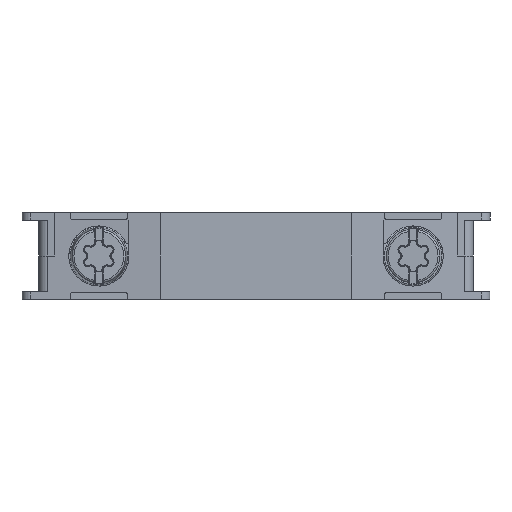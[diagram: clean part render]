
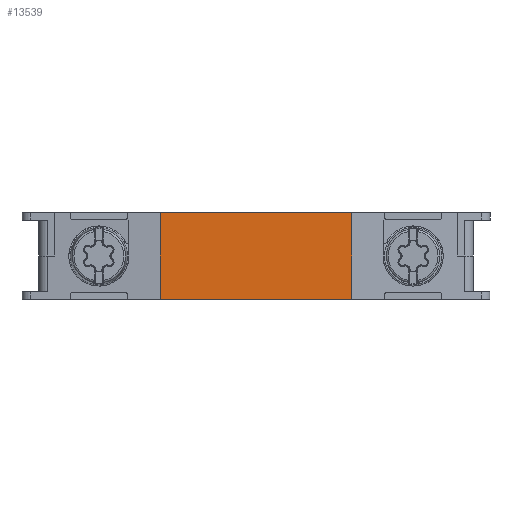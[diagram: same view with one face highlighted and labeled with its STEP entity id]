
A CAD part, front view. The second image highlights one B-rep face of the part: STEP entity #13539.
In plain terms, the highlighted planar face has unit normal (0, -1, 0).
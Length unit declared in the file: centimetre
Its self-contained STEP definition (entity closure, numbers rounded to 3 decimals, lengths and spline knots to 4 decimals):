
#561=PLANE('',#14699);
#1274=FACE_OUTER_BOUND('',#2026,.T.);
#2026=EDGE_LOOP('',(#11712,#11713,#11714,#11715));
#3278=LINE('',#29903,#4478);
#3594=LINE('',#30777,#4794);
#3798=LINE('',#31313,#4998);
#3809=LINE('',#31355,#5009);
#4478=VECTOR('',#16460,1.);
#4794=VECTOR('',#17302,1.);
#4998=VECTOR('',#17844,1.);
#5009=VECTOR('',#17905,1.);
#5789=VERTEX_POINT('',#29900);
#5790=VERTEX_POINT('',#29902);
#6069=VERTEX_POINT('',#30774);
#6070=VERTEX_POINT('',#30776);
#7290=EDGE_CURVE('',#5789,#5790,#3278,.T.);
#7718=EDGE_CURVE('',#6070,#6069,#3594,.T.);
#7983=EDGE_CURVE('',#6069,#5790,#3798,.T.);
#8005=EDGE_CURVE('',#6070,#5789,#3809,.T.);
#11712=ORIENTED_EDGE('',*,*,#7718,.T.);
#11713=ORIENTED_EDGE('',*,*,#7983,.T.);
#11714=ORIENTED_EDGE('',*,*,#7290,.F.);
#11715=ORIENTED_EDGE('',*,*,#8005,.F.);
#13539=ADVANCED_FACE('',(#1274),#561,.T.);
#14699=AXIS2_PLACEMENT_3D('',#31537,#18124,#18125);
#16460=DIRECTION('',(1.,0.,0.));
#17302=DIRECTION('',(1.,0.,0.));
#17844=DIRECTION('',(0.,0.,1.));
#17905=DIRECTION('',(0.,0.,1.));
#18124=DIRECTION('center_axis',(0.,-1.,0.));
#18125=DIRECTION('ref_axis',(1.,0.,0.));
#29900=CARTESIAN_POINT('',(-1.,-1.76,0.91));
#29902=CARTESIAN_POINT('',(1.,-1.76,0.91));
#29903=CARTESIAN_POINT('',(-1.,-1.76,0.91));
#30774=CARTESIAN_POINT('',(1.,-1.76,0.));
#30776=CARTESIAN_POINT('',(-1.,-1.76,0.));
#30777=CARTESIAN_POINT('',(-1.,-1.76,0.));
#31313=CARTESIAN_POINT('',(1.,-1.76,0.83));
#31355=CARTESIAN_POINT('',(-1.,-1.76,0.83));
#31537=CARTESIAN_POINT('Origin',(-1.,-1.76,0.));
